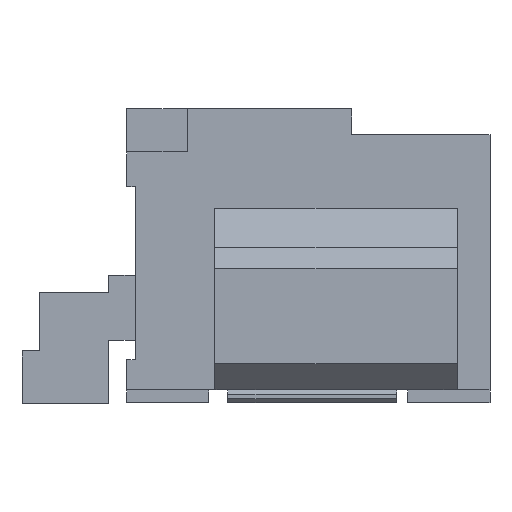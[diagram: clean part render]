
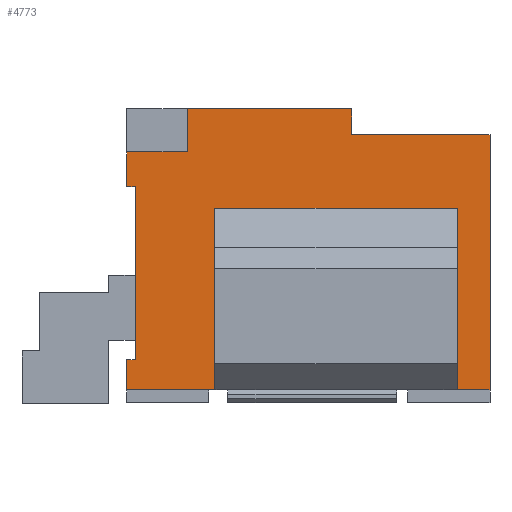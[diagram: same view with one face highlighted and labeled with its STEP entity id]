
A CAD part, left-side view. The second image highlights one B-rep face of the part: STEP entity #4773.
In plain terms, the highlighted planar face has unit normal (-1, 0, 0).
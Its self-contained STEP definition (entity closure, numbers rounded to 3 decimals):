
#752=ORIENTED_EDGE('',*,*,#1159,.F.);
#753=ORIENTED_EDGE('',*,*,#1424,.T.);
#754=ORIENTED_EDGE('',*,*,#1301,.F.);
#755=ORIENTED_EDGE('',*,*,#1299,.F.);
#756=ORIENTED_EDGE('',*,*,#1284,.T.);
#757=ORIENTED_EDGE('',*,*,#1276,.F.);
#758=ORIENTED_EDGE('',*,*,#1270,.T.);
#759=ORIENTED_EDGE('',*,*,#1363,.T.);
#760=ORIENTED_EDGE('',*,*,#1265,.F.);
#761=ORIENTED_EDGE('',*,*,#1347,.F.);
#762=ORIENTED_EDGE('',*,*,#1261,.F.);
#763=ORIENTED_EDGE('',*,*,#1425,.T.);
#764=ORIENTED_EDGE('',*,*,#1166,.F.);
#765=ORIENTED_EDGE('',*,*,#1422,.T.);
#766=ORIENTED_EDGE('',*,*,#1421,.T.);
#767=ORIENTED_EDGE('',*,*,#1418,.T.);
#1159=EDGE_CURVE('',#1617,#1618,#1979,.T.);
#1166=EDGE_CURVE('',#1624,#1625,#1986,.T.);
#1261=EDGE_CURVE('',#1695,#1696,#2081,.T.);
#1265=EDGE_CURVE('',#1699,#1700,#2085,.T.);
#1270=EDGE_CURVE('',#1705,#1704,#2090,.T.);
#1276=EDGE_CURVE('',#1705,#1709,#2096,.T.);
#1284=EDGE_CURVE('',#1710,#1709,#2104,.T.);
#1299=EDGE_CURVE('',#1710,#1721,#2119,.T.);
#1301=EDGE_CURVE('',#1721,#1722,#2121,.T.);
#1347=EDGE_CURVE('',#1696,#1699,#2167,.T.);
#1363=EDGE_CURVE('',#1704,#1700,#2183,.T.);
#1418=EDGE_CURVE('',#1789,#1618,#2238,.T.);
#1421=EDGE_CURVE('',#1790,#1789,#2241,.T.);
#1422=EDGE_CURVE('',#1624,#1790,#2242,.T.);
#1424=EDGE_CURVE('',#1617,#1722,#2244,.T.);
#1425=EDGE_CURVE('',#1695,#1625,#2245,.T.);
#1617=VERTEX_POINT('',#6165);
#1618=VERTEX_POINT('',#6167);
#1624=VERTEX_POINT('',#6179);
#1625=VERTEX_POINT('',#6181);
#1695=VERTEX_POINT('',#6375);
#1696=VERTEX_POINT('',#6376);
#1699=VERTEX_POINT('',#6384);
#1700=VERTEX_POINT('',#6385);
#1704=VERTEX_POINT('',#6394);
#1705=VERTEX_POINT('',#6396);
#1709=VERTEX_POINT('',#6408);
#1710=VERTEX_POINT('',#6412);
#1721=VERTEX_POINT('',#6449);
#1722=VERTEX_POINT('',#6453);
#1789=VERTEX_POINT('',#6680);
#1790=VERTEX_POINT('',#6684);
#1979=LINE('',#6166,#2475);
#1986=LINE('',#6180,#2482);
#2081=LINE('',#6374,#2577);
#2085=LINE('',#6383,#2581);
#2090=LINE('',#6395,#2586);
#2096=LINE('',#6407,#2592);
#2104=LINE('',#6419,#2600);
#2119=LINE('',#6448,#2615);
#2121=LINE('',#6452,#2617);
#2167=LINE('',#6542,#2663);
#2183=LINE('',#6573,#2679);
#2238=LINE('',#6679,#2734);
#2241=LINE('',#6685,#2737);
#2242=LINE('',#6687,#2738);
#2244=LINE('',#6690,#2740);
#2245=LINE('',#6691,#2741);
#2475=VECTOR('',#5247,1000.);
#2482=VECTOR('',#5254,1000.);
#2577=VECTOR('',#5407,1000.);
#2581=VECTOR('',#5413,1000.);
#2586=VECTOR('',#5420,1000.);
#2592=VECTOR('',#5430,1000.);
#2600=VECTOR('',#5440,1000.);
#2615=VECTOR('',#5465,1000.);
#2617=VECTOR('',#5469,1000.);
#2663=VECTOR('',#5553,1000.);
#2679=VECTOR('',#5575,1000.);
#2734=VECTOR('',#5672,1000.);
#2737=VECTOR('',#5677,1000.);
#2738=VECTOR('',#5680,1000.);
#2740=VECTOR('',#5684,1000.);
#2741=VECTOR('',#5685,1000.);
#2965=EDGE_LOOP('',(#752,#753,#754,#755,#756,#757,#758,#759,#760,#761,#762,
#763,#764,#765,#766,#767));
#3151=FACE_BOUND('',#2965,.T.);
#3331=PLANE('',#4960);
#4773=ADVANCED_FACE('',(#3151),#3331,.T.);
#4960=AXIS2_PLACEMENT_3D('',#6689,#5682,#5683);
#5247=DIRECTION('',(0.,1.,0.));
#5254=DIRECTION('',(0.,1.,0.));
#5407=DIRECTION('',(0.,-1.,0.));
#5413=DIRECTION('',(0.,1.,0.));
#5420=DIRECTION('',(0.,1.,0.));
#5430=DIRECTION('',(0.,0.,1.));
#5440=DIRECTION('',(0.,1.,0.));
#5465=DIRECTION('',(0.,0.,-1.));
#5469=DIRECTION('',(0.,-1.,0.));
#5553=DIRECTION('',(0.,0.,1.));
#5575=DIRECTION('',(0.,0.,-1.));
#5672=DIRECTION('',(0.,0.,-1.));
#5677=DIRECTION('',(0.,-1.,0.));
#5680=DIRECTION('',(0.,0.,1.));
#5682=DIRECTION('',(-1.,0.,0.));
#5683=DIRECTION('',(0.,0.,1.));
#5684=DIRECTION('',(0.,0.,1.));
#5685=DIRECTION('',(0.,0.,-1.));
#6165=CARTESIAN_POINT('',(-2.75,-2.1,-1.55));
#6166=CARTESIAN_POINT('',(-2.75,0.,-1.55));
#6167=CARTESIAN_POINT('',(-2.75,-1.72,-1.55));
#6179=CARTESIAN_POINT('',(-2.75,1.08,-1.55));
#6180=CARTESIAN_POINT('',(-2.75,0.,-1.55));
#6181=CARTESIAN_POINT('',(-2.75,2.1,-1.55));
#6374=CARTESIAN_POINT('',(-2.75,0.,-1.2));
#6375=CARTESIAN_POINT('',(-2.75,2.1,-1.2));
#6376=CARTESIAN_POINT('',(-2.75,2.,-1.2));
#6383=CARTESIAN_POINT('',(-2.75,0.,0.8));
#6384=CARTESIAN_POINT('',(-2.75,2.,0.8));
#6385=CARTESIAN_POINT('',(-2.75,2.1,0.8));
#6394=CARTESIAN_POINT('',(-2.75,2.1,1.2));
#6395=CARTESIAN_POINT('',(-2.75,1.4,1.2));
#6396=CARTESIAN_POINT('',(-2.75,1.4,1.2));
#6407=CARTESIAN_POINT('',(-2.75,1.4,1.2));
#6408=CARTESIAN_POINT('',(-2.75,1.4,1.7));
#6412=CARTESIAN_POINT('',(-2.75,-0.5,1.7));
#6419=CARTESIAN_POINT('',(-2.75,-2.1,1.7));
#6448=CARTESIAN_POINT('',(-2.75,-0.5,0.));
#6449=CARTESIAN_POINT('',(-2.75,-0.5,1.4));
#6452=CARTESIAN_POINT('',(-2.75,0.,1.4));
#6453=CARTESIAN_POINT('',(-2.75,-2.1,1.4));
#6542=CARTESIAN_POINT('',(-2.75,2.,0.));
#6573=CARTESIAN_POINT('',(-2.75,2.1,1.7));
#6679=CARTESIAN_POINT('',(-2.75,-1.72,0.1));
#6680=CARTESIAN_POINT('',(-2.75,-1.72,0.55));
#6684=CARTESIAN_POINT('',(-2.75,1.08,0.55));
#6685=CARTESIAN_POINT('',(-2.75,-1.72,0.55));
#6687=CARTESIAN_POINT('',(-2.75,1.08,-1.7));
#6689=CARTESIAN_POINT('',(-2.75,0.,0.));
#6690=CARTESIAN_POINT('',(-2.75,-2.1,-1.7));
#6691=CARTESIAN_POINT('',(-2.75,2.1,1.7));
